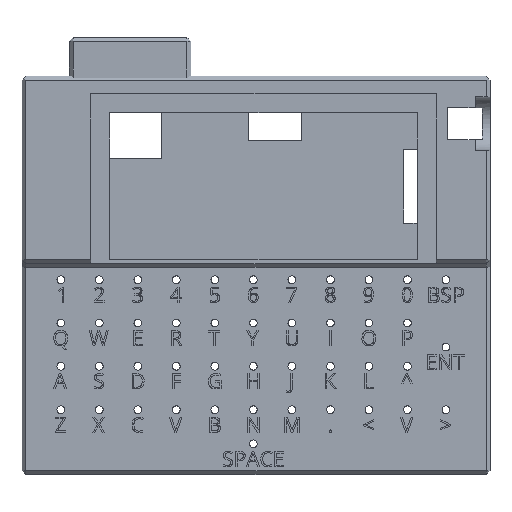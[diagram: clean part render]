
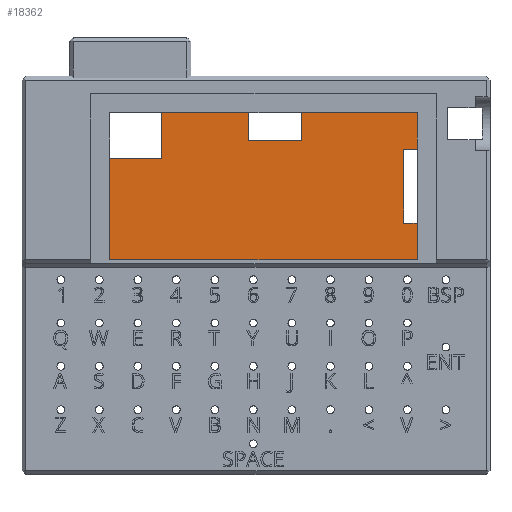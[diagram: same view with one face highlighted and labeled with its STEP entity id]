
A CAD part, top view. The second image highlights one B-rep face of the part: STEP entity #18362.
In plain terms, the highlighted planar face has unit normal (0, 0, 1).
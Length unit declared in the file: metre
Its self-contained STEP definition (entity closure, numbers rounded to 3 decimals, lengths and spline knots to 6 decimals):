
#2479=ORIENTED_EDGE('',*,*,#7823,.F.);
#2480=ORIENTED_EDGE('',*,*,#7801,.T.);
#2481=ORIENTED_EDGE('',*,*,#7811,.F.);
#2482=ORIENTED_EDGE('',*,*,#7824,.F.);
#2483=ORIENTED_EDGE('',*,*,#7825,.T.);
#2484=ORIENTED_EDGE('',*,*,#7826,.T.);
#2485=ORIENTED_EDGE('',*,*,#7812,.F.);
#2486=ORIENTED_EDGE('',*,*,#7781,.F.);
#2487=ORIENTED_EDGE('',*,*,#7785,.T.);
#2488=ORIENTED_EDGE('',*,*,#7827,.T.);
#2489=ORIENTED_EDGE('',*,*,#7828,.F.);
#2490=ORIENTED_EDGE('',*,*,#7795,.T.);
#2491=ORIENTED_EDGE('',*,*,#7809,.F.);
#2492=ORIENTED_EDGE('',*,*,#7790,.F.);
#7781=EDGE_CURVE('',#10505,#10506,#11998,.T.);
#7785=EDGE_CURVE('',#10505,#10508,#12002,.T.);
#7790=EDGE_CURVE('',#10511,#10512,#12007,.T.);
#7795=EDGE_CURVE('',#10515,#10514,#12012,.T.);
#7801=EDGE_CURVE('',#10519,#10518,#12018,.T.);
#7809=EDGE_CURVE('',#10512,#10514,#12025,.T.);
#7811=EDGE_CURVE('',#10524,#10518,#12027,.T.);
#7812=EDGE_CURVE('',#10506,#10525,#12028,.T.);
#7823=EDGE_CURVE('',#10519,#10511,#12039,.T.);
#7824=EDGE_CURVE('',#10534,#10524,#12040,.T.);
#7825=EDGE_CURVE('',#10534,#10535,#12041,.T.);
#7826=EDGE_CURVE('',#10535,#10525,#12042,.T.);
#7827=EDGE_CURVE('',#10508,#10536,#12043,.T.);
#7828=EDGE_CURVE('',#10515,#10536,#12044,.T.);
#10505=VERTEX_POINT('',#25805);
#10506=VERTEX_POINT('',#25807);
#10508=VERTEX_POINT('',#25813);
#10511=VERTEX_POINT('',#25823);
#10512=VERTEX_POINT('',#25825);
#10514=VERTEX_POINT('',#25833);
#10515=VERTEX_POINT('',#25835);
#10518=VERTEX_POINT('',#25845);
#10519=VERTEX_POINT('',#25847);
#10524=VERTEX_POINT('',#25871);
#10525=VERTEX_POINT('',#25915);
#10534=VERTEX_POINT('',#25939);
#10535=VERTEX_POINT('',#25941);
#10536=VERTEX_POINT('',#25944);
#11998=LINE('',#25806,#13825);
#12002=LINE('',#25814,#13829);
#12007=LINE('',#25824,#13834);
#12012=LINE('',#25834,#13839);
#12018=LINE('',#25846,#13845);
#12025=LINE('',#25868,#13852);
#12027=LINE('',#25872,#13854);
#12028=LINE('',#25914,#13855);
#12039=LINE('',#25937,#13866);
#12040=LINE('',#25938,#13867);
#12041=LINE('',#25940,#13868);
#12042=LINE('',#25942,#13869);
#12043=LINE('',#25943,#13870);
#12044=LINE('',#25945,#13871);
#13825=VECTOR('',#20827,1.);
#13829=VECTOR('',#20833,1.);
#13834=VECTOR('',#20842,1.);
#13839=VECTOR('',#20851,1.);
#13845=VECTOR('',#20861,1.);
#13852=VECTOR('',#20888,1.);
#13854=VECTOR('',#20892,1.);
#13855=VECTOR('',#20975,1.);
#13866=VECTOR('',#20992,1.);
#13867=VECTOR('',#20993,1.);
#13868=VECTOR('',#20994,1.);
#13869=VECTOR('',#20995,1.);
#13870=VECTOR('',#20996,1.);
#13871=VECTOR('',#20997,1.);
#15441=EDGE_LOOP('',(#2479,#2480,#2481,#2482,#2483,#2484,#2485,#2486,#2487,
#2488,#2489,#2490,#2491,#2492));
#16712=FACE_BOUND('',#15441,.T.);
#17745=PLANE('',#19510);
#18362=ADVANCED_FACE('',(#16712),#17745,.T.);
#19510=AXIS2_PLACEMENT_3D('',#25936,#20990,#20991);
#20827=DIRECTION('',(0.,-1.,0.));
#20833=DIRECTION('',(1.,0.,0.));
#20842=DIRECTION('',(0.,-1.,0.));
#20851=DIRECTION('',(0.,-1.,0.));
#20861=DIRECTION('',(0.,-1.,0.));
#20888=DIRECTION('',(1.,0.,0.));
#20892=DIRECTION('',(1.,0.,0.));
#20975=DIRECTION('',(1.,0.,0.));
#20990=DIRECTION('',(0.,0.,1.));
#20991=DIRECTION('',(0.,1.,0.));
#20992=DIRECTION('',(1.,0.,0.));
#20993=DIRECTION('',(0.,1.,0.));
#20994=DIRECTION('',(1.,0.,0.));
#20995=DIRECTION('',(0.,1.,0.));
#20996=DIRECTION('',(0.,1.,0.));
#20997=DIRECTION('',(1.,0.,0.));
#25805=CARTESIAN_POINT('',(0.180599,-0.072327,0.00567));
#25806=CARTESIAN_POINT('',(0.180599,-0.082042,0.00567));
#25807=CARTESIAN_POINT('',(0.180599,-0.091757,0.00567));
#25813=CARTESIAN_POINT('',(0.184184,-0.072327,0.00567));
#25814=CARTESIAN_POINT('',(0.186304,-0.072327,0.00567));
#25823=CARTESIAN_POINT('',(0.139685,-0.062665,0.00567));
#25824=CARTESIAN_POINT('',(0.139685,-0.062992,0.00567));
#25825=CARTESIAN_POINT('',(0.139685,-0.069992,0.00567));
#25833=CARTESIAN_POINT('',(0.153685,-0.069992,0.00567));
#25834=CARTESIAN_POINT('',(0.153685,-0.062992,0.00567));
#25835=CARTESIAN_POINT('',(0.153685,-0.062665,0.00567));
#25845=CARTESIAN_POINT('',(0.116758,-0.074732,0.00567));
#25846=CARTESIAN_POINT('',(0.116758,-0.065532,0.00567));
#25847=CARTESIAN_POINT('',(0.116758,-0.062665,0.00567));
#25868=CARTESIAN_POINT('',(0.146685,-0.069992,0.00567));
#25871=CARTESIAN_POINT('',(0.103113,-0.074732,0.00567));
#25872=CARTESIAN_POINT('',(0.108458,-0.074732,0.00567));
#25914=CARTESIAN_POINT('',(0.186304,-0.091757,0.00567));
#25915=CARTESIAN_POINT('',(0.184184,-0.091757,0.00567));
#25936=CARTESIAN_POINT('',(0.153185,-0.069492,0.00567));
#25937=CARTESIAN_POINT('',(0.143649,-0.062665,0.00567));
#25938=CARTESIAN_POINT('',(0.103113,-0.082042,0.00567));
#25939=CARTESIAN_POINT('',(0.103113,-0.101419,0.00567));
#25940=CARTESIAN_POINT('',(0.143649,-0.101419,0.00567));
#25941=CARTESIAN_POINT('',(0.184184,-0.101419,0.00567));
#25942=CARTESIAN_POINT('',(0.184184,-0.082042,0.00567));
#25943=CARTESIAN_POINT('',(0.184184,-0.082042,0.00567));
#25944=CARTESIAN_POINT('',(0.184184,-0.062665,0.00567));
#25945=CARTESIAN_POINT('',(0.143649,-0.062665,0.00567));
